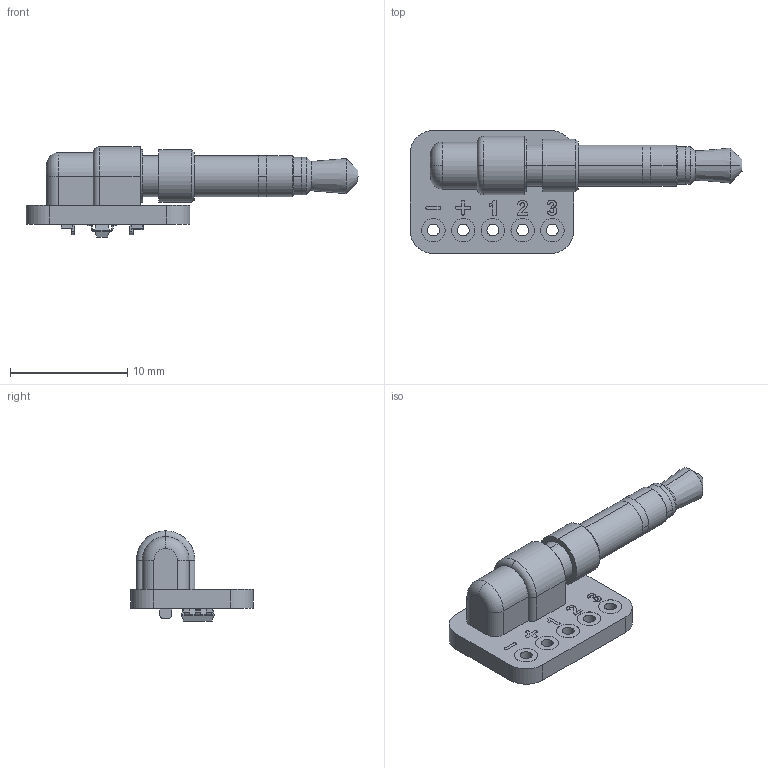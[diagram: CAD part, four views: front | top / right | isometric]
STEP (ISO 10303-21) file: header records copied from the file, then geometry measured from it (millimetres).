
FILE_DESCRIPTION (( 'STEP AP214' ), '1' );
FILE_NAME ('x-IMU3-SA-D3.step', '2023-12-08T20:48:41', ( '' ), ( '' ), 'SwSTEP 2.0', 'SolidWorks 2018', '' );
FILE_SCHEMA (( 'AUTOMOTIVE_DESIGN' ));
Length unit declared in the file: millimetre
Products named in the file (1): x-IMU3-SA-D3
Bounding box: 28.35 x 10.5 x 7.71 mm (x, y, z)
Volume: 560.2 mm3; surface area: 927.8 mm2
Topology: 25 solids, 25 shells, 814 faces, 2003 edges, 1294 vertices
Faces by surface type: plane 486, bspline 154, cylinder 144, sphere 16, cone 10, torus 4
Entity records: 39468 total; most frequent: CARTESIAN_POINT 12110, ORIENTED_EDGE 3990, DIRECTION 3146, EDGE_CURVE 1995, LINE 1326, VECTOR 1326, VERTEX_POINT 1294, AXIS2_PLACEMENT_3D 910
